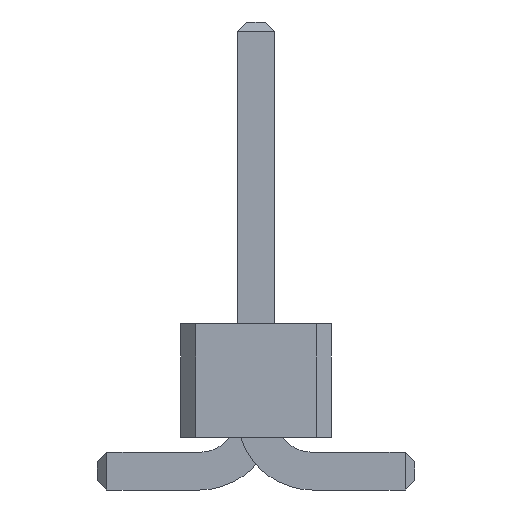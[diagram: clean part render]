
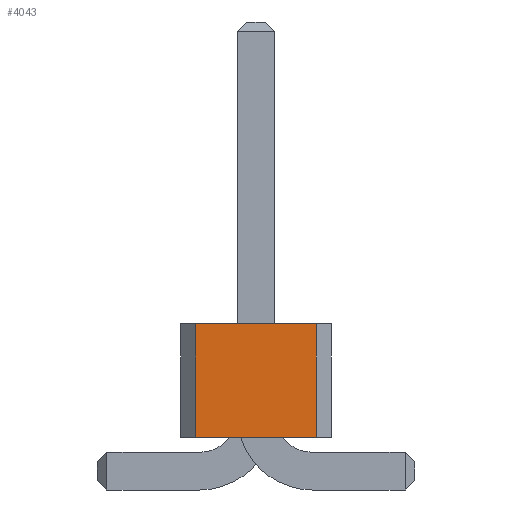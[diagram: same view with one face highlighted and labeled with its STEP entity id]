
A CAD part, front view. The second image highlights one B-rep face of the part: STEP entity #4043.
In plain terms, the highlighted planar face has unit normal (0, -1, 0).
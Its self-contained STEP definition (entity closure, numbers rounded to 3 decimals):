
#431 = VERTEX_POINT('',#432);
#432 = CARTESIAN_POINT('',(0.8,-15.,0.7));
#438 = EDGE_CURVE('',#439,#431,#441,.T.);
#439 = VERTEX_POINT('',#440);
#440 = CARTESIAN_POINT('',(-0.8,-15.,0.7));
#441 = LINE('',#442,#443);
#442 = CARTESIAN_POINT('',(-1.,-15.,0.7));
#443 = VECTOR('',#444,1.);
#444 = DIRECTION('',(1.,0.,0.));
#1701 = VERTEX_POINT('',#1702);
#1702 = CARTESIAN_POINT('',(-0.8,-15.,2.2));
#1708 = EDGE_CURVE('',#1701,#1709,#1711,.T.);
#1709 = VERTEX_POINT('',#1710);
#1710 = CARTESIAN_POINT('',(0.8,-15.,2.2));
#1711 = LINE('',#1712,#1713);
#1712 = CARTESIAN_POINT('',(-1.,-15.,2.2));
#1713 = VECTOR('',#1714,1.);
#1714 = DIRECTION('',(1.,0.,0.));
#4033 = EDGE_CURVE('',#439,#1701,#4034,.T.);
#4034 = LINE('',#4035,#4036);
#4035 = CARTESIAN_POINT('',(-0.8,-15.,0.7));
#4036 = VECTOR('',#4037,1.);
#4037 = DIRECTION('',(0.,0.,1.));
#4043 = ADVANCED_FACE('',(#4044),#4055,.F.);
#4044 = FACE_BOUND('',#4045,.F.);
#4045 = EDGE_LOOP('',(#4046,#4047,#4048,#4049));
#4046 = ORIENTED_EDGE('',*,*,#438,.F.);
#4047 = ORIENTED_EDGE('',*,*,#4033,.T.);
#4048 = ORIENTED_EDGE('',*,*,#1708,.T.);
#4049 = ORIENTED_EDGE('',*,*,#4050,.F.);
#4050 = EDGE_CURVE('',#431,#1709,#4051,.T.);
#4051 = LINE('',#4052,#4053);
#4052 = CARTESIAN_POINT('',(0.8,-15.,0.7));
#4053 = VECTOR('',#4054,1.);
#4054 = DIRECTION('',(0.,0.,1.));
#4055 = PLANE('',#4056);
#4056 = AXIS2_PLACEMENT_3D('',#4057,#4058,#4059);
#4057 = CARTESIAN_POINT('',(-1.,-15.,0.7));
#4058 = DIRECTION('',(0.,1.,0.));
#4059 = DIRECTION('',(1.,0.,0.));
